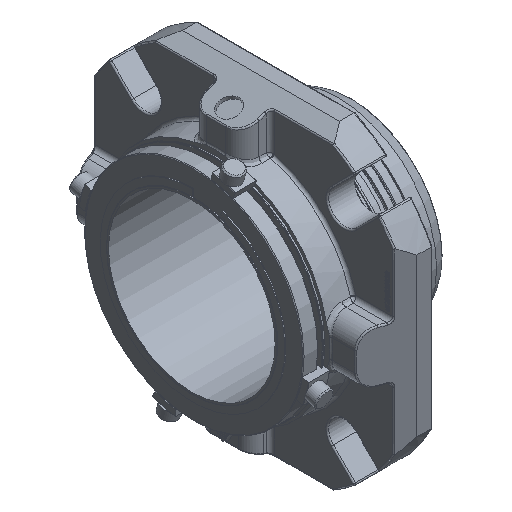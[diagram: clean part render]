
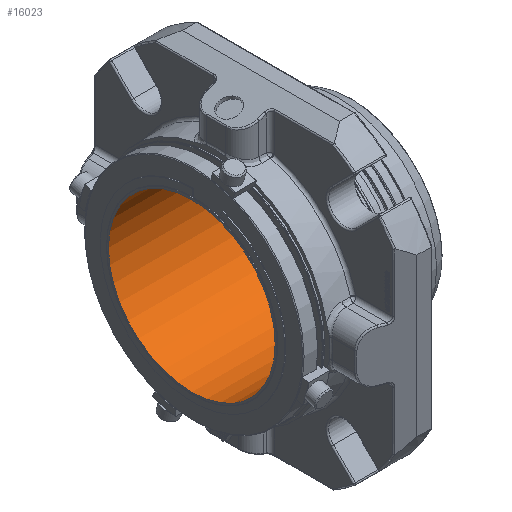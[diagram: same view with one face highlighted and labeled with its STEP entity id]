
A CAD part, isometric view. The second image highlights one B-rep face of the part: STEP entity #16023.
In plain terms, the highlighted cylindrical face has radius 60.325 mm (diameter 120.65 mm), a full revolution.
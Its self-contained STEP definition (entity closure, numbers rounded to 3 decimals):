
#3498=ORIENTED_EDGE('',*,*,#8548,.T.);
#3499=ORIENTED_EDGE('',*,*,#8549,.T.);
#8548=EDGE_CURVE('',#11073,#11073,#12682,.F.);
#8549=EDGE_CURVE('',#11074,#11074,#12683,.F.);
#11073=VERTEX_POINT('',#22965);
#11074=VERTEX_POINT('',#22967);
#12682=CIRCLE('',#17035,60.325);
#12683=CIRCLE('',#17036,60.325);
#13477=EDGE_LOOP('',(#3498));
#13478=EDGE_LOOP('',(#3499));
#14589=FACE_BOUND('',#13477,.T.);
#14590=FACE_BOUND('',#13478,.T.);
#15701=CYLINDRICAL_SURFACE('',#17034,60.325);
#16023=ADVANCED_FACE('',(#14589,#14590),#15701,.F.);
#17034=AXIS2_PLACEMENT_3D('',#22963,#18654,#18655);
#17035=AXIS2_PLACEMENT_3D('',#22964,#18656,#18657);
#17036=AXIS2_PLACEMENT_3D('',#22966,#18658,#18659);
#18654=DIRECTION('',(-1.,0.,0.));
#18655=DIRECTION('',(0.,0.,1.));
#18656=DIRECTION('',(-1.,0.,0.));
#18657=DIRECTION('',(0.,-1.,0.));
#18658=DIRECTION('',(1.,0.,0.));
#18659=DIRECTION('',(0.,1.,0.));
#22963=CARTESIAN_POINT('',(145.503,0.,0.));
#22964=CARTESIAN_POINT('',(10.998,0.,0.));
#22965=CARTESIAN_POINT('',(10.998,-60.325,0.));
#22966=CARTESIAN_POINT('',(-104.927,0.,0.));
#22967=CARTESIAN_POINT('',(-104.927,60.325,0.));
